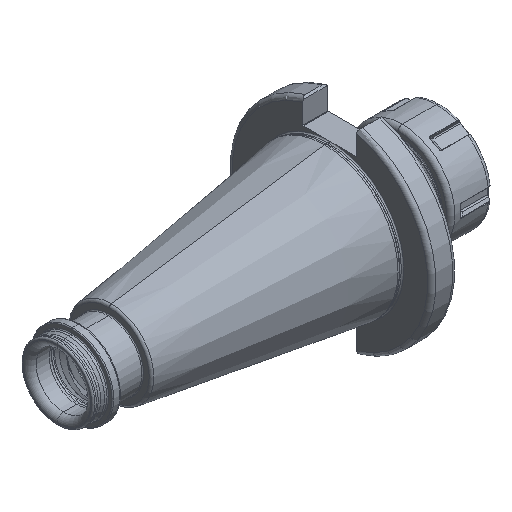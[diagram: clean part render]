
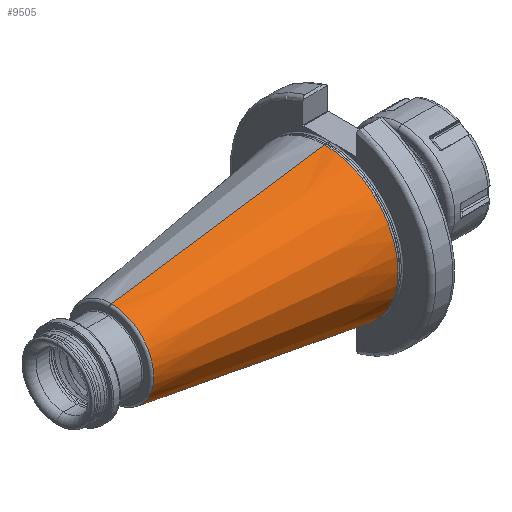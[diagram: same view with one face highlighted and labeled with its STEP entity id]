
A CAD part, isometric view. The second image highlights one B-rep face of the part: STEP entity #9505.
In plain terms, the highlighted conical face has half-angle 8.297 degrees and reference radius 35.027 mm.
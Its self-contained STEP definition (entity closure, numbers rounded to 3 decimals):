
#45 = EDGE_LOOP ( 'NONE', ( #7798, #7733, #7763, #7751 ) ) ;
#624 = DIRECTION ( 'NONE',  ( 0., 0., 1. ) ) ;
#658 = CARTESIAN_POINT ( 'NONE',  ( -8.5, 0., 0. ) ) ;
#659 = DIRECTION ( 'NONE',  ( -1., 0., 0. ) ) ;
#1994 = CARTESIAN_POINT ( 'NONE',  ( -8.5, 0., 35.027 ) ) ;
#2108 = CARTESIAN_POINT ( 'NONE',  ( -110.123, 0., -20.207 ) ) ;
#2189 = CARTESIAN_POINT ( 'NONE',  ( -110.123, 0., 20.207 ) ) ;
#6048 = DIRECTION ( 'NONE',  ( 1., 0., 0. ) ) ;
#6073 = CARTESIAN_POINT ( 'NONE',  ( -8.5, 0., 0. ) ) ;
#6121 = DIRECTION ( 'NONE',  ( 0., 0., -1. ) ) ;
#6671 = CONICAL_SURFACE ( 'NONE', #21745, 35.027, 0.145 ) ;
#6684 = FACE_OUTER_BOUND ( 'NONE', #45, .T. ) ;
#7733 = ORIENTED_EDGE ( 'NONE', *, *, #22260, .F. ) ;
#7751 = ORIENTED_EDGE ( 'NONE', *, *, #22400, .T. ) ;
#7763 = ORIENTED_EDGE ( 'NONE', *, *, #9974, .T. ) ;
#7798 = ORIENTED_EDGE ( 'NONE', *, *, #9922, .F. ) ;
#9282 = AXIS2_PLACEMENT_3D ( 'NONE', #18435, #18397, #18427 ) ;
#9354 = AXIS2_PLACEMENT_3D ( 'NONE', #658, #659, #624 ) ;
#9505 = ADVANCED_FACE ( 'NONE', ( #6684 ), #6671, .T. ) ;
#9922 = EDGE_CURVE ( 'NONE', #20374, #20188, #11844, .T. ) ;
#9974 = EDGE_CURVE ( 'NONE', #20222, #24493, #11959, .T. ) ;
#11015 = CIRCLE ( 'NONE', #9282, 20.207 ) ;
#11121 = CARTESIAN_POINT ( 'NONE',  ( -8.5, 0., 35.027 ) ) ;
#11134 = DIRECTION ( 'NONE',  ( 0.99, 0., 0.144 ) ) ;
#11232 = CIRCLE ( 'NONE', #9354, 35.027 ) ;
#11825 = VECTOR ( 'NONE', #11134, 1000. ) ;
#11844 = LINE ( 'NONE', #11121, #11825 ) ;
#11890 = VECTOR ( 'NONE', #12486, 1000. ) ;
#11959 = LINE ( 'NONE', #12437, #11890 ) ;
#12437 = CARTESIAN_POINT ( 'NONE',  ( -8.5, 0., -35.027 ) ) ;
#12486 = DIRECTION ( 'NONE',  ( 0.99, 0., -0.144 ) ) ;
#18397 = DIRECTION ( 'NONE',  ( -1., 0., 0. ) ) ;
#18427 = DIRECTION ( 'NONE',  ( 0., 0., 1. ) ) ;
#18435 = CARTESIAN_POINT ( 'NONE',  ( -110.123, 0., 0. ) ) ;
#20188 = VERTEX_POINT ( 'NONE', #1994 ) ;
#20222 = VERTEX_POINT ( 'NONE', #2108 ) ;
#20374 = VERTEX_POINT ( 'NONE', #2189 ) ;
#21745 = AXIS2_PLACEMENT_3D ( 'NONE', #6073, #6048, #6121 ) ;
#22260 = EDGE_CURVE ( 'NONE', #20222, #20374, #11015, .T. ) ;
#22400 = EDGE_CURVE ( 'NONE', #24493, #20188, #11232, .T. ) ;
#23924 = CARTESIAN_POINT ( 'NONE',  ( -8.5, 0., -35.027 ) ) ;
#24493 = VERTEX_POINT ( 'NONE', #23924 ) ;
